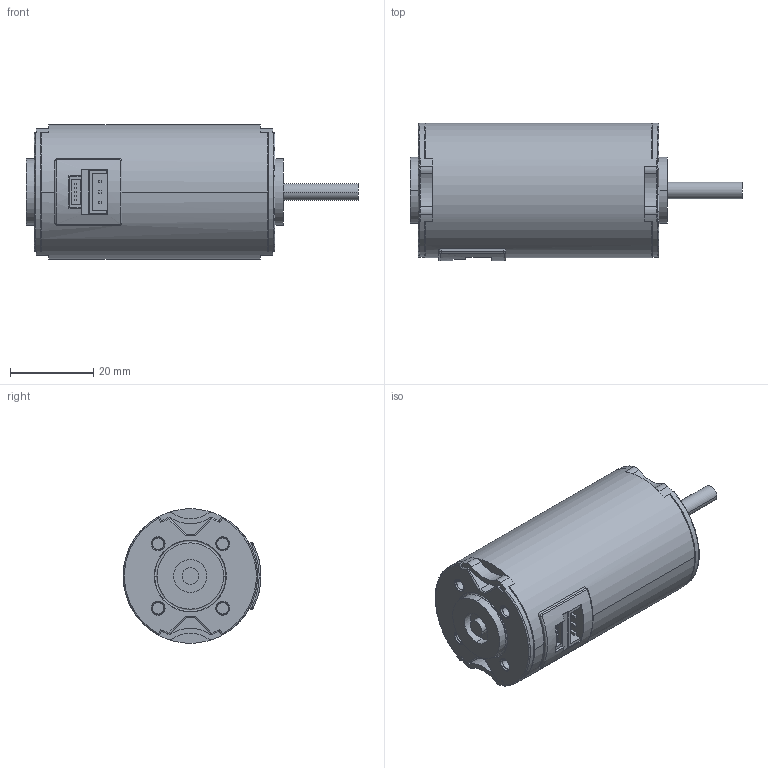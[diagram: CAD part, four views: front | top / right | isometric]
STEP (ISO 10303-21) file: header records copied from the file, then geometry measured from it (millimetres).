
FILE_DESCRIPTION((''),'2;1');
FILE_NAME('BG32X20_AS4X20_NS0','2010-04-22T',('bernhard.kaiser'),(''),'PRO/ENGINEER BY PARAMETRIC TECHNOLOGY CORPORATION, 2006200','PRO/ENGINEER BY PARAMETRIC TECHNOLOGY CORPORATION, 2006200','');
FILE_SCHEMA(('AUTOMOTIVE_DESIGN_CC2 { 1 2 10303 214 -1 1 5 2 }'));
Length unit declared in the file: millimetre
Products named in the file (1): BG32X20_AS4X20_NS0
Bounding box: 80 x 33.2 x 32.31 mm (x, y, z)
Volume: 47843.4 mm3; surface area: 9890 mm2
Topology: 1 solids, 9 shells, 299 faces, 734 edges, 471 vertices
Faces by surface type: plane 148, cylinder 109, cone 20, torus 18, bspline 4
Entity records: 9516 total; most frequent: CARTESIAN_POINT 2163, DIRECTION 1521, ORIENTED_EDGE 1436, EDGE_CURVE 734, AXIS2_PLACEMENT_3D 551, VERTEX_POINT 471, VECTOR 419, LINE 419
